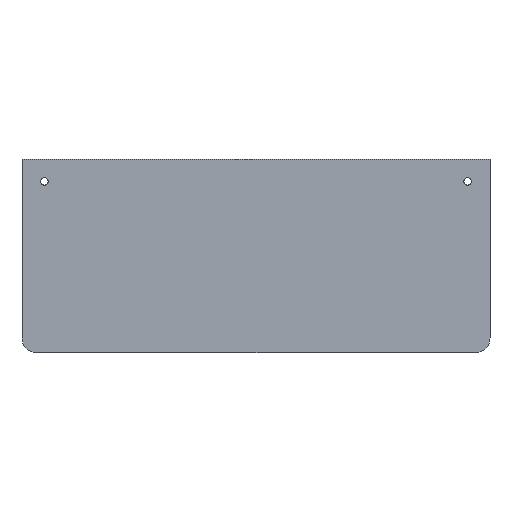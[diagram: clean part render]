
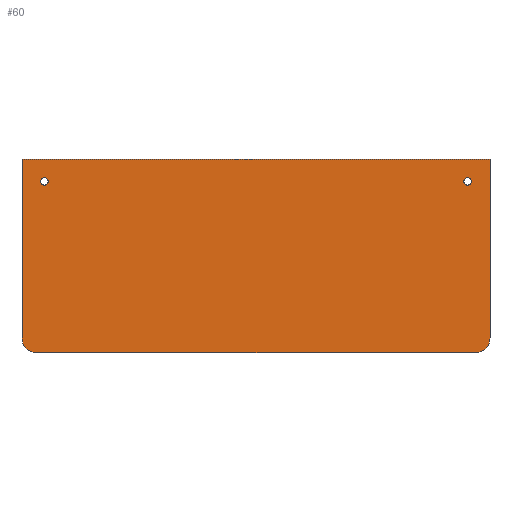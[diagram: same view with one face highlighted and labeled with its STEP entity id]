
A CAD part, top view. The second image highlights one B-rep face of the part: STEP entity #60.
In plain terms, the highlighted planar face has unit normal (0, 0, 1).
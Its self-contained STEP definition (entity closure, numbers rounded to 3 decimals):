
#38=FACE_BOUND('',#82,.T.);
#39=FACE_BOUND('',#83,.T.);
#40=FACE_BOUND('',#84,.T.);
#48=CIRCLE('',#209,2.5);
#49=CIRCLE('',#210,2.5);
#50=CIRCLE('',#211,10.);
#51=CIRCLE('',#212,10.);
#60=ADVANCED_FACE('',(#38,#39,#40),#70,.T.);
#70=PLANE('',#213);
#82=EDGE_LOOP('',(#110));
#83=EDGE_LOOP('',(#111));
#84=EDGE_LOOP('',(#112,#113,#114,#115,#116,#117));
#110=ORIENTED_EDGE('',*,*,#168,.T.);
#111=ORIENTED_EDGE('',*,*,#169,.T.);
#112=ORIENTED_EDGE('',*,*,#156,.T.);
#113=ORIENTED_EDGE('',*,*,#170,.T.);
#114=ORIENTED_EDGE('',*,*,#158,.T.);
#115=ORIENTED_EDGE('',*,*,#171,.T.);
#116=ORIENTED_EDGE('',*,*,#162,.T.);
#117=ORIENTED_EDGE('',*,*,#167,.T.);
#140=VERTEX_POINT('',#280);
#141=VERTEX_POINT('',#282);
#142=VERTEX_POINT('',#286);
#143=VERTEX_POINT('',#287);
#146=VERTEX_POINT('',#295);
#147=VERTEX_POINT('',#296);
#150=VERTEX_POINT('',#307);
#151=VERTEX_POINT('',#309);
#156=EDGE_CURVE('',#141,#140,#178,.T.);
#158=EDGE_CURVE('',#142,#143,#180,.T.);
#162=EDGE_CURVE('',#146,#147,#184,.T.);
#167=EDGE_CURVE('',#147,#141,#189,.T.);
#168=EDGE_CURVE('',#150,#150,#48,.T.);
#169=EDGE_CURVE('',#151,#151,#49,.T.);
#170=EDGE_CURVE('',#140,#142,#50,.T.);
#171=EDGE_CURVE('',#143,#146,#51,.T.);
#178=LINE('',#281,#192);
#180=LINE('',#285,#194);
#184=LINE('',#294,#198);
#189=LINE('',#304,#203);
#192=VECTOR('',#227,1.);
#194=VECTOR('',#231,1.);
#198=VECTOR('',#237,1.);
#203=VECTOR('',#244,1.);
#209=AXIS2_PLACEMENT_3D('',#306,#247,#248);
#210=AXIS2_PLACEMENT_3D('',#308,#249,#250);
#211=AXIS2_PLACEMENT_3D('',#310,#251,#252);
#212=AXIS2_PLACEMENT_3D('',#311,#253,#254);
#213=AXIS2_PLACEMENT_3D('',#312,#255,#256);
#227=DIRECTION('',(0.,-1.,0.));
#231=DIRECTION('',(1.,0.,0.));
#237=DIRECTION('',(0.,1.,0.));
#244=DIRECTION('',(-1.,0.,0.));
#247=DIRECTION('',(0.,0.,-1.));
#248=DIRECTION('',(-1.,0.,0.));
#249=DIRECTION('',(0.,0.,-1.));
#250=DIRECTION('',(-1.,0.,0.));
#251=DIRECTION('',(0.,0.,1.));
#252=DIRECTION('',(1.,0.,0.));
#253=DIRECTION('',(0.,0.,1.));
#254=DIRECTION('',(1.,0.,0.));
#255=DIRECTION('',(0.,0.,1.));
#256=DIRECTION('',(1.,0.,0.));
#280=CARTESIAN_POINT('',(-157.,-55.,0.3));
#281=CARTESIAN_POINT('',(-157.,65.,0.3));
#282=CARTESIAN_POINT('',(-157.,65.,0.3));
#285=CARTESIAN_POINT('',(-157.,-65.,0.3));
#286=CARTESIAN_POINT('',(-147.,-65.,0.3));
#287=CARTESIAN_POINT('',(147.,-65.,0.3));
#294=CARTESIAN_POINT('',(157.,-65.,0.3));
#295=CARTESIAN_POINT('',(157.,-55.,0.3));
#296=CARTESIAN_POINT('',(157.,65.,0.3));
#304=CARTESIAN_POINT('',(157.,65.,0.3));
#306=CARTESIAN_POINT('',(-142.,50.,0.3));
#307=CARTESIAN_POINT('',(-144.5,50.,0.3));
#308=CARTESIAN_POINT('',(142.,50.,0.3));
#309=CARTESIAN_POINT('',(139.5,50.,0.3));
#310=CARTESIAN_POINT('',(-147.,-55.,0.3));
#311=CARTESIAN_POINT('',(147.,-55.,0.3));
#312=CARTESIAN_POINT('',(0.,0.,0.3));
